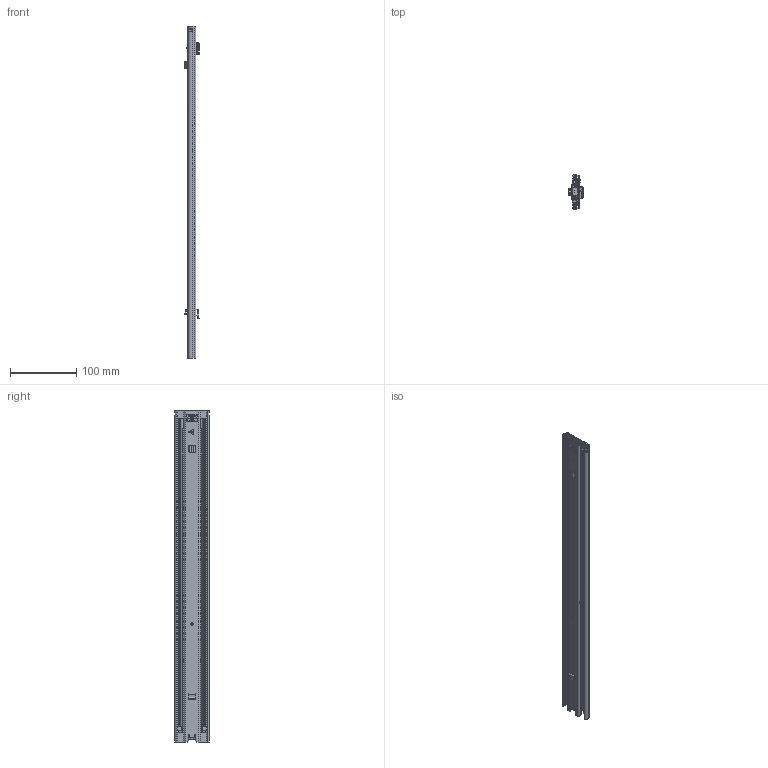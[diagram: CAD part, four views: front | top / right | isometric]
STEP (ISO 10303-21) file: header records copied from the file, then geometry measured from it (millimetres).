
FILE_DESCRIPTION (( 'STEP AP214' ), '1' );
FILE_NAME ('FR_5210_SMT.0500mm_20inch_1,5_closed_right.STEP', '2022-10-25T13:07:14', ( '' ), ( '' ), 'SwSTEP 2.0', 'SolidWorks 2020', '' );
FILE_SCHEMA (( 'AUTOMOTIVE_DESIGN' ));
Length unit declared in the file: millimetre
Products named in the file (12): FR5210 DETENT; 5210.XXX-03.T103 RIGHT_NL  500; 5210.XXX-01.T103 RIGHT_NL  500; 5210 RIVET; 5210 MIDDLE RIVET; 5210.XXX-02.T103_NL  500; 5210.XXX-02.0000_NL  500; FR_5210_SMT.0500mm_20inch_1,5_closed_right; FR5210 MIDDLE STOP; FR5210 TRIGGER
Assembly tree (11 placements, depth 3):
  FR_5210_SMT.0500mm_20inch_1,5_closed_right
    5210.XXX-01.T103 RIGHT_NL  500
      5210.XXX-01.T103 RIGHT_NL  500
      FR5210 DETENT
    5210.XXX-03.T103 RIGHT_NL  500
      5210.XXX-03.T103 RIGHT_NL  500
      FR5210 TRIGGER
      5210 RIVET
    5210.XXX-02.T103_NL  500
      5210.XXX-02.0000_NL  500
      FR5210 MIDDLE STOP
      5210 MIDDLE RIVET
Bounding box: 22.14 x 51.89 x 500 mm (x, y, z)
Volume: 146061.5 mm3; surface area: 181015.3 mm2
Topology: 8 solids, 8 shells, 905 faces, 2322 edges, 1422 vertices
Faces by surface type: plane 462, cylinder 351, bspline 56, torus 30, cone 6
Entity records: 29748 total; most frequent: CARTESIAN_POINT 7839, ORIENTED_EDGE 4634, DIRECTION 4349, EDGE_CURVE 2317, AXIS2_PLACEMENT_3D 1496, VERTEX_POINT 1423, LINE 1357, VECTOR 1357
